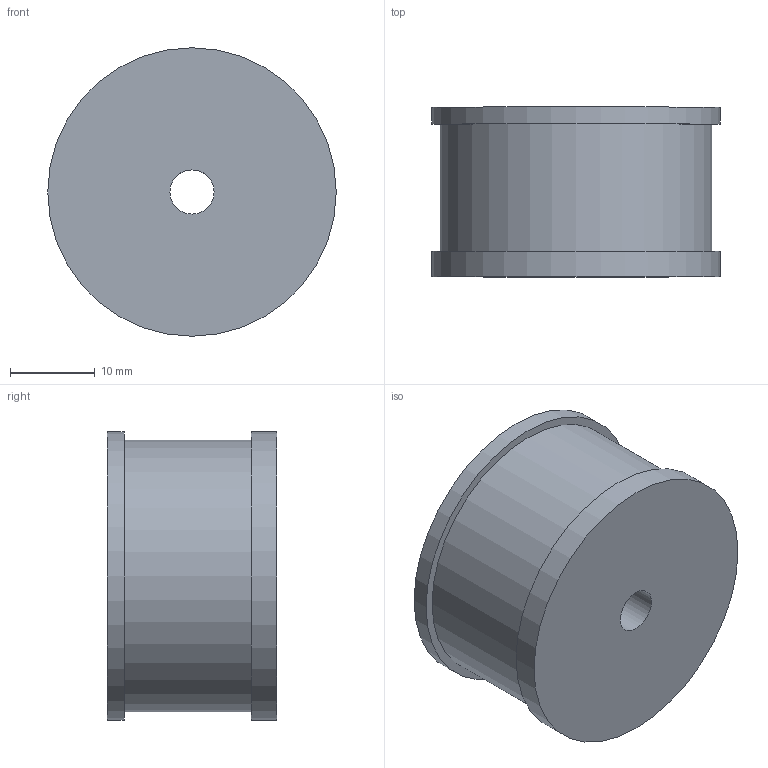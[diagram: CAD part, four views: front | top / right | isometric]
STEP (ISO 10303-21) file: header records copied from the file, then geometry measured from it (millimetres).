
FILE_DESCRIPTION(/* description */ (''),/* implementation_level */ '2;1');
FILE_NAME(/* name */ 'Rad v3.stp',/* time_stamp */ '2025-07-08T17:48:08Z',/* author */ ('user'),/* organization */ (''),/* preprocessor_version */ 'ST-DEVELOPER v20.1',/* originating_system */ 'Autodesk Inventor 2026',/* authorisation */ '');
FILE_SCHEMA (('AUTOMOTIVE_DESIGN { 1 0 10303 214 3 1 1 }'));
Length unit declared in the file: millimetre
Products named in the file (1): Rad v3
Bounding box: 34 x 20 x 34 mm (x, y, z)
Volume: 7080.8 mm3; surface area: 6487.1 mm2
Topology: 1 solids, 1 shells, 25 faces, 59 edges, 40 vertices
Faces by surface type: plane 16, cylinder 9
Full cylindrical faces by diameter (mm): 2.8 x1, 5.2 x1, 29 x1, 32 x1, 34 x2
Entity records: 853 total; most frequent: CARTESIAN_POINT 193, DIRECTION 131, ORIENTED_EDGE 118, EDGE_CURVE 59, AXIS2_PLACEMENT_3D 50, VERTEX_POINT 40, EDGE_LOOP 33, LINE 31
